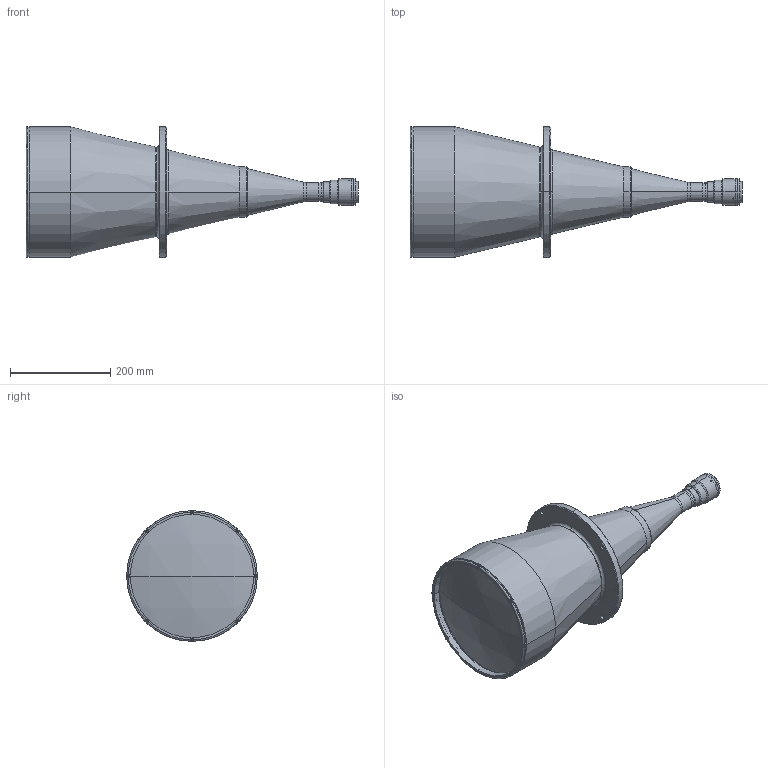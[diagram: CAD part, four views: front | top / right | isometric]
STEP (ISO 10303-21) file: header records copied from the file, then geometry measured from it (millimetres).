
FILE_DESCRIPTION (( 'STEP AP214' ), '1' );
FILE_NAME ('TC2M192HR-M42.STEP', '2014-06-04T08:42:07', ( 'piermario' ), ( '' ), 'SwSTEP 2.0', 'SolidWorks 2013', '' );
FILE_SCHEMA (( 'AUTOMOTIVE_DESIGN' ));
Length unit declared in the file: millimetre
Products named in the file (1): TC2M192HR-M42
Bounding box: 661.25 x 260 x 260 mm (x, y, z)
Surface area: 461678.5 mm2 (no closed solid volume)
Topology: 0 solids, 22 shells, 213 faces, 659 edges, 467 vertices
Faces by surface type: cylinder 83, plane 72, torus 36, cone 20, sphere 2
Entity records: 10336 total; most frequent: CARTESIAN_POINT 1902, DIRECTION 1371, ORIENTED_EDGE 1084, EDGE_CURVE 659, AXIS2_PLACEMENT_3D 536, VERTEX_POINT 467, CIRCLE 322, VECTOR 299
